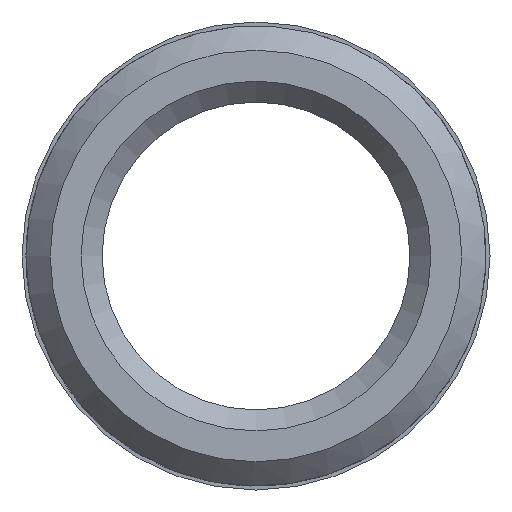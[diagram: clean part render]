
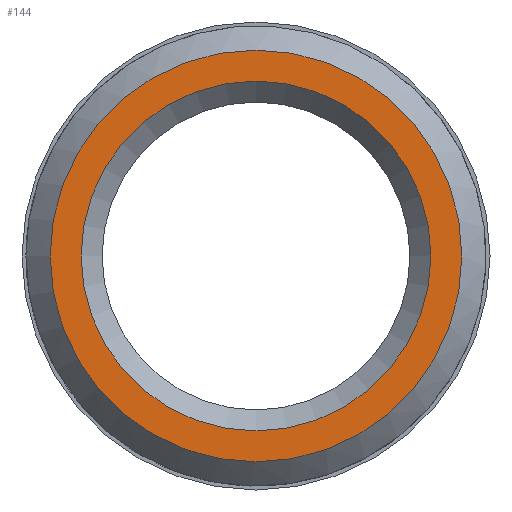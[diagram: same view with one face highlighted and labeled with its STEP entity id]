
A CAD part, front view. The second image highlights one B-rep face of the part: STEP entity #144.
In plain terms, the highlighted planar face has unit normal (0, -1, 0).
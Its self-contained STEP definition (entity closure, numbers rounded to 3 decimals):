
#20=PLANE('',#168);
#32=FACE_BOUND('',#64,.T.);
#44=FACE_OUTER_BOUND('',#63,.T.);
#63=EDGE_LOOP('',(#123));
#64=EDGE_LOOP('',(#124));
#82=CIRCLE('',#167,5.);
#83=CIRCLE('',#169,5.886);
#94=VERTEX_POINT('',#251);
#95=VERTEX_POINT('',#254);
#106=EDGE_CURVE('',#94,#94,#82,.T.);
#107=EDGE_CURVE('',#95,#95,#83,.T.);
#123=ORIENTED_EDGE('',*,*,#107,.F.);
#124=ORIENTED_EDGE('',*,*,#106,.F.);
#144=ADVANCED_FACE('',(#44,#32),#20,.F.);
#167=AXIS2_PLACEMENT_3D('',#252,#209,#210);
#168=AXIS2_PLACEMENT_3D('',#253,#211,#212);
#169=AXIS2_PLACEMENT_3D('',#255,#213,#214);
#209=DIRECTION('center_axis',(0.,-1.,0.));
#210=DIRECTION('ref_axis',(1.,0.,0.));
#211=DIRECTION('center_axis',(0.,1.,0.));
#212=DIRECTION('ref_axis',(0.,0.,1.));
#213=DIRECTION('center_axis',(0.,1.,0.));
#214=DIRECTION('ref_axis',(1.,0.,0.));
#251=CARTESIAN_POINT('',(-5.,-15.,0.));
#252=CARTESIAN_POINT('Origin',(0.,-15.,0.));
#253=CARTESIAN_POINT('Origin',(0.,-15.,0.));
#254=CARTESIAN_POINT('',(-5.886,-15.,0.));
#255=CARTESIAN_POINT('Origin',(0.,-15.,0.));
